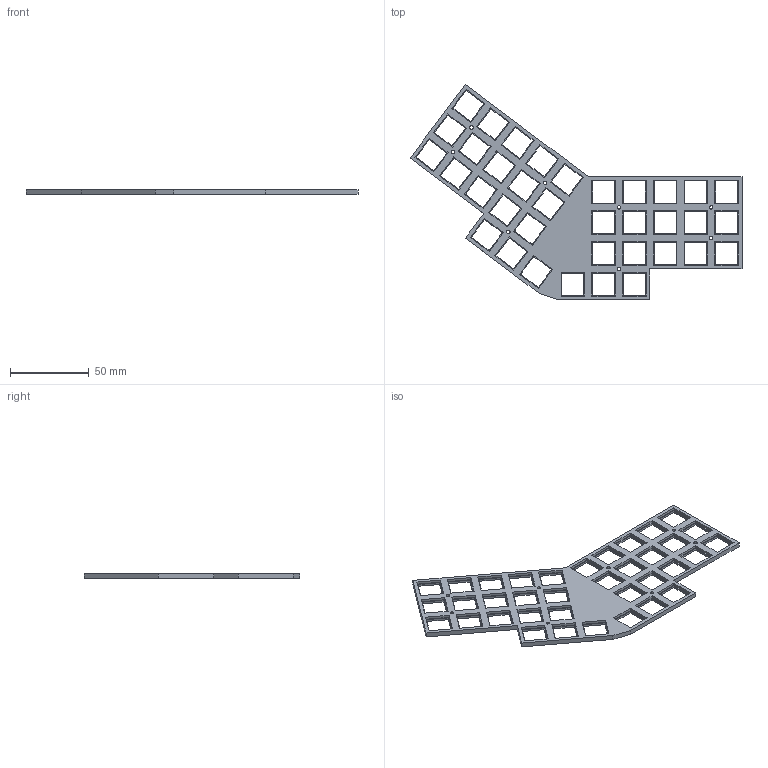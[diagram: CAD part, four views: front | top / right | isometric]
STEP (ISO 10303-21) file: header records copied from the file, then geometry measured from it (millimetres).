
FILE_DESCRIPTION(/* description */ ('','CAx-IF Rec.Pracs.---Representation and Presentation of Product Manufacturing Information (PMI)---4.0---2014-10-13'),/* implementation_level */ '2;1');
FILE_NAME(/* name */ 'keyplate.step',/* time_stamp */ '2025-03-18T08:20:13+01:00',/* author */ (''),/* organization */ (''),/* preprocessor_version */ 'ST-DEVELOPER v20',/* originating_system */ 'Autodesk Translation Framework v13.20.0.188',/* authorisation */ '');
FILE_SCHEMA (('AP242_MANAGED_MODEL_BASED_3D_ENGINEERING_MIM_LF { 1 0 10303 442 1 1 4 }'));
Length unit declared in the file: millimetre
Products named in the file (1): iridiumfly
Bounding box: 210.6 x 136.5 x 3 mm (x, y, z)
Volume: 21901.8 mm3; surface area: 23951.1 mm2
Topology: 1 solids, 1 shells, 345 faces, 921 edges, 614 vertices
Faces by surface type: plane 337, cylinder 8
Full cylindrical faces by diameter (mm): 2.2 x8
Entity records: 10740 total; most frequent: CARTESIAN_POINT 1881, ORIENTED_EDGE 1842, DIRECTION 1629, EDGE_CURVE 921, LINE 905, VECTOR 905, VERTEX_POINT 614, EDGE_LOOP 469
